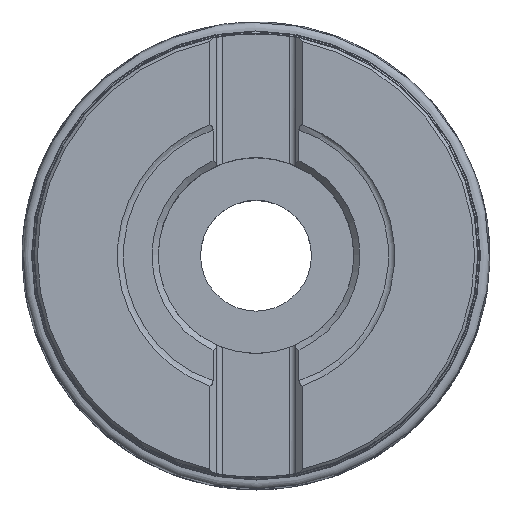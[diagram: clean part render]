
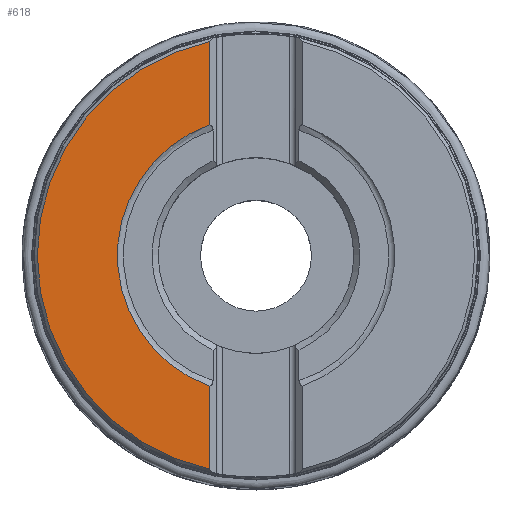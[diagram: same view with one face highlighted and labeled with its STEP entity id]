
A CAD part, top view. The second image highlights one B-rep face of the part: STEP entity #618.
In plain terms, the highlighted planar face has unit normal (0, 0, 1).
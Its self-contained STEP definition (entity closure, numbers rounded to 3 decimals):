
#117=FACE_OUTER_BOUND('',#259,.T.);
#178=LINE('',#1580,#206);
#179=LINE('',#1584,#207);
#206=VECTOR('',#1177,1.);
#207=VECTOR('',#1180,1.);
#237=PLANE('',#1027);
#259=EDGE_LOOP('',(#322,#323,#324,#325));
#322=ORIENTED_EDGE('',*,*,#488,.T.);
#323=ORIENTED_EDGE('',*,*,#489,.F.);
#324=ORIENTED_EDGE('',*,*,#490,.F.);
#325=ORIENTED_EDGE('',*,*,#491,.F.);
#488=EDGE_CURVE('',#722,#723,#559,.T.);
#489=EDGE_CURVE('',#724,#723,#178,.T.);
#490=EDGE_CURVE('',#725,#724,#560,.T.);
#491=EDGE_CURVE('',#722,#725,#179,.T.);
#559=CIRCLE('',#1025,35.5);
#560=CIRCLE('',#1026,22.5);
#618=ADVANCED_FACE('',(#117),#237,.T.);
#722=VERTEX_POINT('',#1578);
#723=VERTEX_POINT('',#1579);
#724=VERTEX_POINT('',#1581);
#725=VERTEX_POINT('',#1583);
#1025=AXIS2_PLACEMENT_3D('',#1577,#1175,#1176);
#1026=AXIS2_PLACEMENT_3D('',#1582,#1178,#1179);
#1027=AXIS2_PLACEMENT_3D('',#1585,#1181,#1182);
#1175=DIRECTION('',(0.,0.,1.));
#1176=DIRECTION('',(-1.,0.,0.));
#1177=DIRECTION('',(0.,-1.,0.));
#1178=DIRECTION('',(0.,0.,1.));
#1179=DIRECTION('',(-1.,0.,0.));
#1180=DIRECTION('',(0.,-1.,0.));
#1181=DIRECTION('',(0.,0.,1.));
#1182=DIRECTION('',(1.,0.,0.));
#1577=CARTESIAN_POINT('',(0.,0.,0.));
#1578=CARTESIAN_POINT('',(-7.478,34.704,0.));
#1579=CARTESIAN_POINT('',(-7.478,-34.704,0.));
#1580=CARTESIAN_POINT('',(-7.478,53.138,0.));
#1581=CARTESIAN_POINT('',(-7.478,-21.221,0.));
#1582=CARTESIAN_POINT('',(0.,0.,0.));
#1583=CARTESIAN_POINT('',(-7.478,21.221,0.));
#1584=CARTESIAN_POINT('',(-7.478,53.138,0.));
#1585=CARTESIAN_POINT('',(0.,0.,0.));
